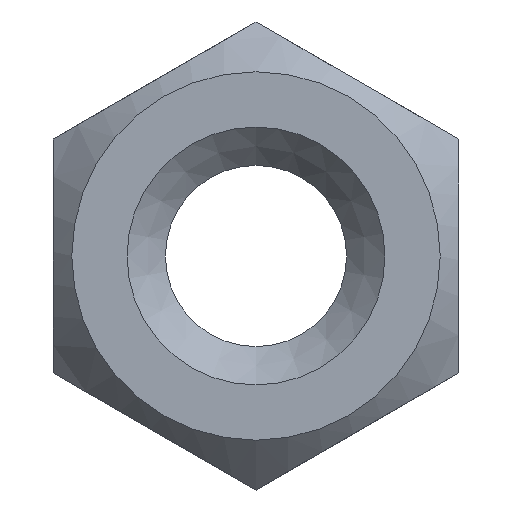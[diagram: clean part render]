
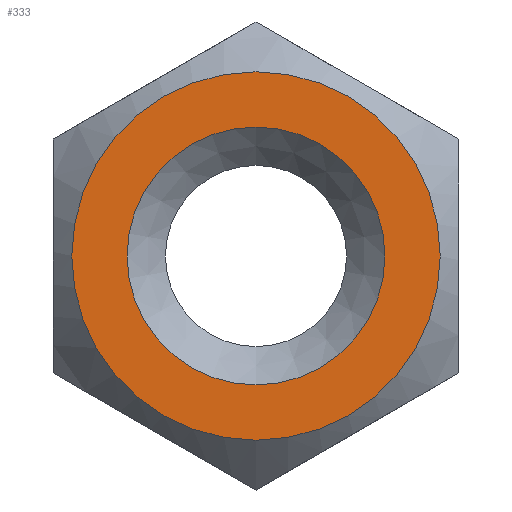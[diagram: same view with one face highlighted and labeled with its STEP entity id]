
A CAD part, left-side view. The second image highlights one B-rep face of the part: STEP entity #333.
In plain terms, the highlighted planar face has unit normal (-1, 0, 0).
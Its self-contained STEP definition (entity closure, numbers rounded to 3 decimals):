
#55=PLANE('',#360);
#104=ORIENTED_EDGE('',*,*,#133,.F.);
#105=ORIENTED_EDGE('',*,*,#132,.T.);
#132=EDGE_CURVE('',#152,#152,#160,.T.);
#133=EDGE_CURVE('',#153,#153,#161,.T.);
#152=VERTEX_POINT('',#522);
#153=VERTEX_POINT('',#525);
#160=CIRCLE('',#359,2.5);
#161=CIRCLE('',#361,1.75);
#182=EDGE_LOOP('',(#104));
#183=EDGE_LOOP('',(#105));
#206=FACE_BOUND('',#182,.T.);
#207=FACE_BOUND('',#183,.T.);
#333=ADVANCED_FACE('',(#206,#207),#55,.F.);
#359=AXIS2_PLACEMENT_3D('',#521,#409,#410);
#360=AXIS2_PLACEMENT_3D('',#523,#411,#412);
#361=AXIS2_PLACEMENT_3D('',#524,#413,#414);
#409=DIRECTION('',(-1.,0.,0.));
#410=DIRECTION('',(0.,0.,1.));
#411=DIRECTION('',(1.,0.,0.));
#412=DIRECTION('',(0.,0.,-1.));
#413=DIRECTION('',(-1.,0.,0.));
#414=DIRECTION('',(0.,0.,1.));
#521=CARTESIAN_POINT('',(-7.5,0.,0.));
#522=CARTESIAN_POINT('',(-7.5,0.,2.5));
#523=CARTESIAN_POINT('',(-7.5,0.,0.));
#524=CARTESIAN_POINT('',(-7.5,0.,0.));
#525=CARTESIAN_POINT('',(-7.5,0.,1.75));
